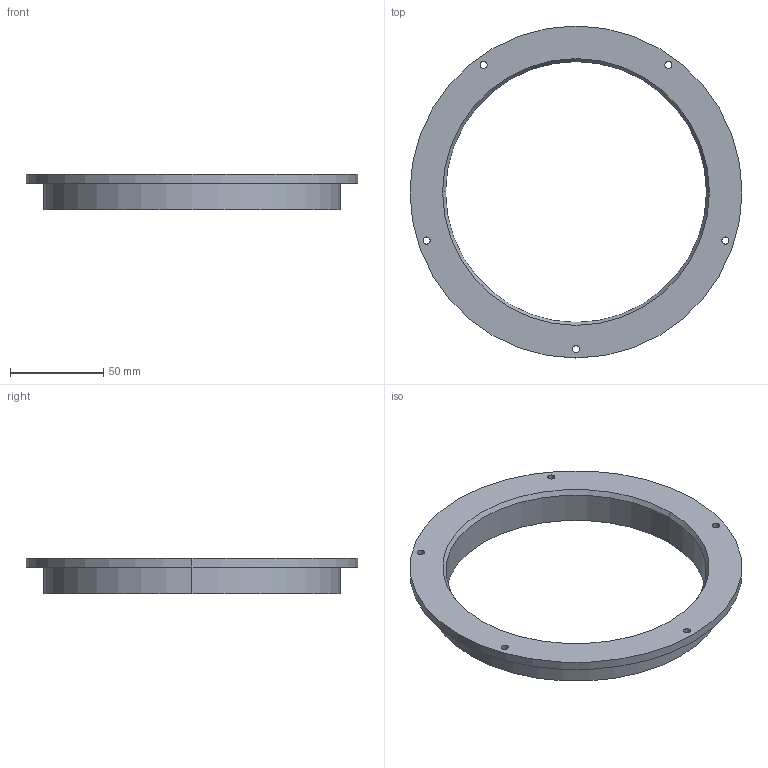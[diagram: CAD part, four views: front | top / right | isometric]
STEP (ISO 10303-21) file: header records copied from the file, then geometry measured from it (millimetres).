
FILE_DESCRIPTION (( 'STEP AP203' ), '1' );
FILE_NAME ('Tube Coupling Back.STEP', '2016-02-06T18:42:34', ( '' ), ( '' ), 'SwSTEP 2.0', 'SolidWorks 2015', '' );
FILE_SCHEMA (( 'CONFIG_CONTROL_DESIGN' ));
Length unit declared in the file: inch
Products named in the file (1): Tube Coupling Back
Bounding box: 177.8 x 177.8 x 19.05 mm (x, y, z)
Volume: 88225.5 mm3; surface area: 48736.6 mm2
Topology: 1 solids, 1 shells, 27 faces, 64 edges, 42 vertices
Faces by surface type: cylinder 20, plane 5, cone 2
Entity records: 907 total; most frequent: DIRECTION 162, CARTESIAN_POINT 134, ORIENTED_EDGE 128, AXIS2_PLACEMENT_3D 70, EDGE_CURVE 64, CIRCLE 42, EDGE_LOOP 42, VERTEX_POINT 42
